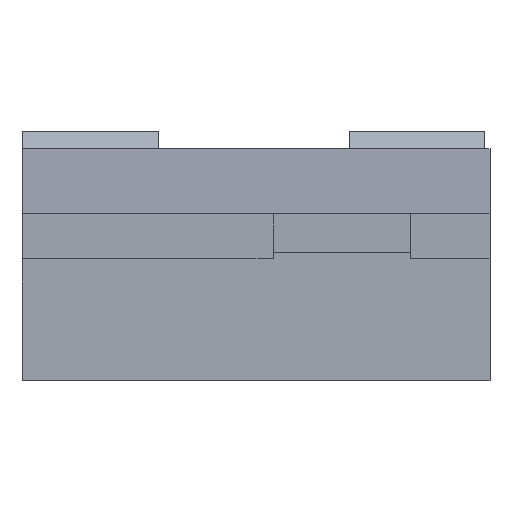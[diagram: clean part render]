
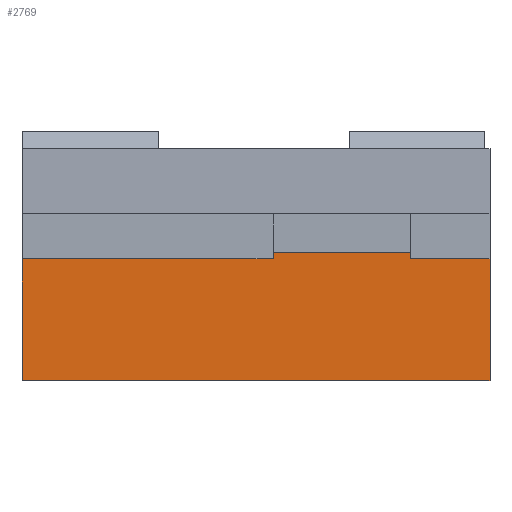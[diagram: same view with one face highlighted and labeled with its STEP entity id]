
A CAD part, front view. The second image highlights one B-rep face of the part: STEP entity #2769.
In plain terms, the highlighted planar face has unit normal (0, -1, 0).
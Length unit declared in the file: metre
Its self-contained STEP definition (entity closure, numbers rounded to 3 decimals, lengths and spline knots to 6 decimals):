
#274=ORIENTED_EDGE('',*,*,#962,.F.);
#275=ORIENTED_EDGE('',*,*,#963,.T.);
#276=ORIENTED_EDGE('',*,*,#964,.T.);
#277=ORIENTED_EDGE('',*,*,#965,.F.);
#278=ORIENTED_EDGE('',*,*,#966,.F.);
#279=ORIENTED_EDGE('',*,*,#967,.F.);
#280=ORIENTED_EDGE('',*,*,#968,.F.);
#281=ORIENTED_EDGE('',*,*,#935,.F.);
#282=ORIENTED_EDGE('',*,*,#931,.T.);
#283=ORIENTED_EDGE('',*,*,#927,.T.);
#284=ORIENTED_EDGE('',*,*,#969,.F.);
#285=ORIENTED_EDGE('',*,*,#959,.F.);
#927=EDGE_CURVE('',#1289,#1290,#1579,.T.);
#931=EDGE_CURVE('',#1293,#1289,#1583,.T.);
#935=EDGE_CURVE('',#1293,#1296,#1587,.T.);
#959=EDGE_CURVE('',#1310,#1317,#1609,.T.);
#962=EDGE_CURVE('',#1319,#1310,#1612,.T.);
#963=EDGE_CURVE('',#1319,#1320,#1613,.T.);
#964=EDGE_CURVE('',#1320,#1321,#1614,.T.);
#965=EDGE_CURVE('',#1322,#1321,#1615,.T.);
#966=EDGE_CURVE('',#1323,#1322,#1616,.T.);
#967=EDGE_CURVE('',#1324,#1323,#1617,.T.);
#968=EDGE_CURVE('',#1296,#1324,#1618,.T.);
#969=EDGE_CURVE('',#1317,#1290,#1619,.T.);
#1289=VERTEX_POINT('',#4024);
#1290=VERTEX_POINT('',#4025);
#1293=VERTEX_POINT('',#4033);
#1296=VERTEX_POINT('',#4041);
#1310=VERTEX_POINT('',#4072);
#1317=VERTEX_POINT('',#4095);
#1319=VERTEX_POINT('',#4101);
#1320=VERTEX_POINT('',#4103);
#1321=VERTEX_POINT('',#4105);
#1322=VERTEX_POINT('',#4107);
#1323=VERTEX_POINT('',#4109);
#1324=VERTEX_POINT('',#4111);
#1579=LINE('',#4023,#1956);
#1583=LINE('',#4032,#1960);
#1587=LINE('',#4040,#1964);
#1609=LINE('',#4094,#1986);
#1612=LINE('',#4100,#1989);
#1613=LINE('',#4102,#1990);
#1614=LINE('',#4104,#1991);
#1615=LINE('',#4106,#1992);
#1616=LINE('',#4108,#1993);
#1617=LINE('',#4110,#1994);
#1618=LINE('',#4112,#1995);
#1619=LINE('',#4113,#1996);
#1956=VECTOR('',#3284,1.);
#1960=VECTOR('',#3290,1.);
#1964=VECTOR('',#3296,1.);
#1986=VECTOR('',#3324,1.);
#1989=VECTOR('',#3329,1.);
#1990=VECTOR('',#3330,1.);
#1991=VECTOR('',#3331,1.);
#1992=VECTOR('',#3332,1.);
#1993=VECTOR('',#3333,1.);
#1994=VECTOR('',#3334,1.);
#1995=VECTOR('',#3335,1.);
#1996=VECTOR('',#3336,1.);
#2282=EDGE_LOOP('',(#274,#275,#276,#277,#278,#279,#280,#281,#282,#283,#284,
#285));
#2456=FACE_BOUND('',#2282,.T.);
#2620=PLANE('',#2972);
#2769=ADVANCED_FACE('',(#2456),#2620,.F.);
#2972=AXIS2_PLACEMENT_3D('',#4099,#3327,#3328);
#3284=DIRECTION('',(0.,0.,-1.));
#3290=DIRECTION('',(-1.,0.,0.));
#3296=DIRECTION('',(0.,0.,1.));
#3324=DIRECTION('',(1.,0.,0.));
#3327=DIRECTION('',(0.,1.,0.));
#3328=DIRECTION('',(0.,0.,1.));
#3329=DIRECTION('',(1.,0.,0.));
#3330=DIRECTION('',(0.,0.,-1.));
#3331=DIRECTION('',(1.,0.,0.));
#3332=DIRECTION('',(0.,0.,-1.));
#3333=DIRECTION('',(1.,0.,0.));
#3334=DIRECTION('',(0.,0.,-1.));
#3335=DIRECTION('',(1.,0.,0.));
#3336=DIRECTION('',(1.,0.,0.));
#4023=CARTESIAN_POINT('',(0.010718,-0.057623,0.010781));
#4024=CARTESIAN_POINT('',(0.010718,-0.057623,0.00868));
#4025=CARTESIAN_POINT('',(0.010718,-0.057623,0.007881));
#4032=CARTESIAN_POINT('',(0.019589,-0.057623,0.00868));
#4033=CARTESIAN_POINT('',(0.028459,-0.057623,0.00868));
#4040=CARTESIAN_POINT('',(0.028459,-0.057623,0.011195));
#4041=CARTESIAN_POINT('',(0.028459,-0.057623,0.010781));
#4072=CARTESIAN_POINT('',(-0.008641,-0.057623,0.007881));
#4094=CARTESIAN_POINT('',(-0.023858,-0.057623,0.007881));
#4095=CARTESIAN_POINT('',(0.005883,-0.057623,0.007881));
#4099=CARTESIAN_POINT('',(0.008511,-0.057623,0.022133));
#4100=CARTESIAN_POINT('',(-0.023858,-0.057623,0.007881));
#4101=CARTESIAN_POINT('',(-0.02172,-0.057623,0.007881));
#4102=CARTESIAN_POINT('',(-0.02172,-0.057623,0.022133));
#4103=CARTESIAN_POINT('',(-0.02172,-0.057623,-0.007867));
#4104=CARTESIAN_POINT('',(0.008511,-0.057623,-0.007867));
#4105=CARTESIAN_POINT('',(0.038742,-0.057623,-0.007867));
#4106=CARTESIAN_POINT('',(0.038742,-0.057623,0.022133));
#4107=CARTESIAN_POINT('',(0.038742,-0.057623,0.007881));
#4108=CARTESIAN_POINT('',(-0.023858,-0.057623,0.007881));
#4109=CARTESIAN_POINT('',(0.028517,-0.057623,0.007881));
#4110=CARTESIAN_POINT('',(0.028517,-0.057623,0.010781));
#4111=CARTESIAN_POINT('',(0.028517,-0.057623,0.010781));
#4112=CARTESIAN_POINT('',(-0.023858,-0.057623,0.010781));
#4113=CARTESIAN_POINT('',(-0.023858,-0.057623,0.007881));
